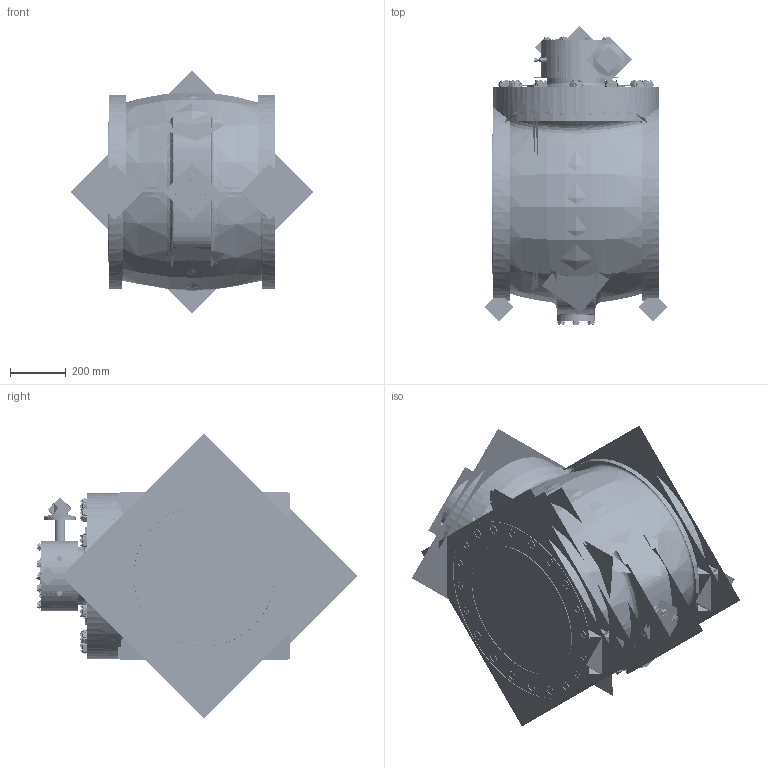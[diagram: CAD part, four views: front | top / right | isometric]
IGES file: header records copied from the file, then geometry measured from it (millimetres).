
Start section:  PTC IGES file: plug_flxfl-20in-nut_asm.igs
Global section: file name: plug_flxfl-20in-nut_asm.igs; native system: Creo Parametric by Parametric Technology Corporation; preprocessor: 2013050; author: HAPPY; organization: Unknown; date: 20170128.153336; units: inch
Bounding box: 878.08 x 1195.09 x 1028.1 mm (x, y, z)
Volume: 100063821.1 mm3; surface area: 33607985.4 mm2
Topology: 84 solids, 83 shells, 4108 faces, 20047 edges, 25205 vertices
Faces by surface type: revolution 2452, bspline 1550, extrusion 106
